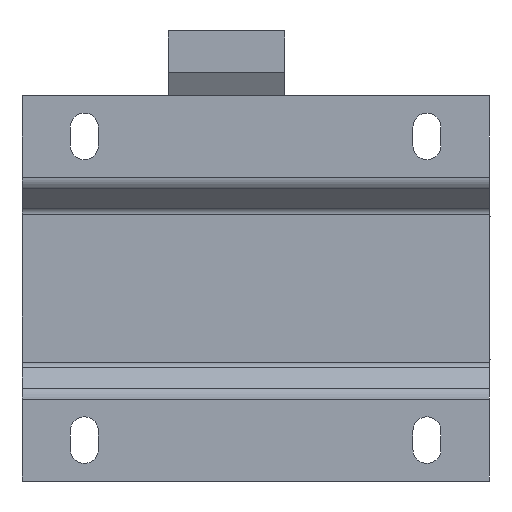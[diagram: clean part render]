
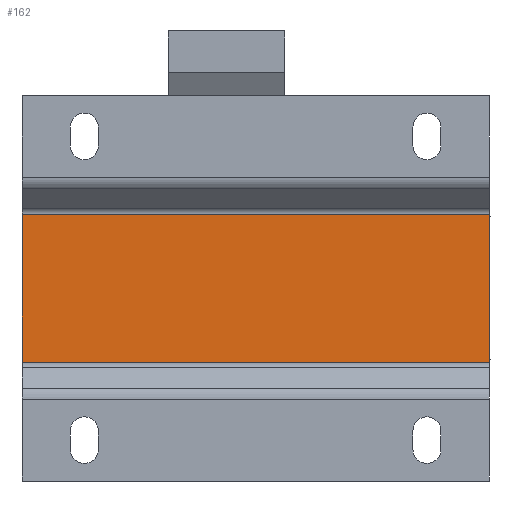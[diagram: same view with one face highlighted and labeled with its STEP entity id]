
A CAD part, front view. The second image highlights one B-rep face of the part: STEP entity #162.
In plain terms, the highlighted planar face has unit normal (0, -1, 0).
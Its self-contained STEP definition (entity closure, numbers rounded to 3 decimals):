
#76 = EDGE_LOOP ( 'NONE', ( #88, #3446, #1535, #3521 ) ) ;
#88 = ORIENTED_EDGE ( 'NONE', *, *, #2976, .F. ) ;
#162 = ADVANCED_FACE ( 'NONE', ( #2051 ), #5519, .F. ) ;
#167 = LINE ( 'NONE', #1111, #2496 ) ;
#218 = LINE ( 'NONE', #3198, #3582 ) ;
#347 = CARTESIAN_POINT ( 'NONE',  ( 0., -26., 0. ) ) ;
#487 = DIRECTION ( 'NONE',  ( 0., 0., 1. ) ) ;
#791 = CARTESIAN_POINT ( 'NONE',  ( 30., -26., 9.5 ) ) ;
#1111 = CARTESIAN_POINT ( 'NONE',  ( 30., -26., -24.75 ) ) ;
#1149 = LINE ( 'NONE', #3793, #2395 ) ;
#1187 = CARTESIAN_POINT ( 'NONE',  ( -30., -26., 9.5 ) ) ;
#1535 = ORIENTED_EDGE ( 'NONE', *, *, #2861, .F. ) ;
#1690 = DIRECTION ( 'NONE',  ( 0., 1., 0. ) ) ;
#1819 = VERTEX_POINT ( 'NONE', #791 ) ;
#2051 = FACE_OUTER_BOUND ( 'NONE', #76, .T. ) ;
#2124 = VECTOR ( 'NONE', #487, 1000. ) ;
#2137 = EDGE_CURVE ( 'NONE', #3487, #2546, #218, .T. ) ;
#2195 = VERTEX_POINT ( 'NONE', #1187 ) ;
#2395 = VECTOR ( 'NONE', #5543, 1000. ) ;
#2496 = VECTOR ( 'NONE', #3699, 1000. ) ;
#2546 = VERTEX_POINT ( 'NONE', #4936 ) ;
#2581 = EDGE_CURVE ( 'NONE', #1819, #2195, #1149, .T. ) ;
#2861 = EDGE_CURVE ( 'NONE', #2546, #2195, #4839, .T. ) ;
#2917 = CARTESIAN_POINT ( 'NONE',  ( 30., -26., -9.5 ) ) ;
#2976 = EDGE_CURVE ( 'NONE', #1819, #3487, #167, .T. ) ;
#3198 = CARTESIAN_POINT ( 'NONE',  ( 0., -26., -9.5 ) ) ;
#3416 = DIRECTION ( 'NONE',  ( 0., 0., 1. ) ) ;
#3446 = ORIENTED_EDGE ( 'NONE', *, *, #2581, .T. ) ;
#3487 = VERTEX_POINT ( 'NONE', #2917 ) ;
#3521 = ORIENTED_EDGE ( 'NONE', *, *, #2137, .F. ) ;
#3582 = VECTOR ( 'NONE', #3721, 1000. ) ;
#3699 = DIRECTION ( 'NONE',  ( 0., 0., -1. ) ) ;
#3721 = DIRECTION ( 'NONE',  ( -1., 0., 0. ) ) ;
#3793 = CARTESIAN_POINT ( 'NONE',  ( 0., -26., 9.5 ) ) ;
#3931 = AXIS2_PLACEMENT_3D ( 'NONE', #347, #1690, #3416 ) ;
#4416 = CARTESIAN_POINT ( 'NONE',  ( -30., -26., -24.75 ) ) ;
#4839 = LINE ( 'NONE', #4416, #2124 ) ;
#4936 = CARTESIAN_POINT ( 'NONE',  ( -30., -26., -9.5 ) ) ;
#5519 = PLANE ( 'NONE',  #3931 ) ;
#5543 = DIRECTION ( 'NONE',  ( -1., 0., 0. ) ) ;
